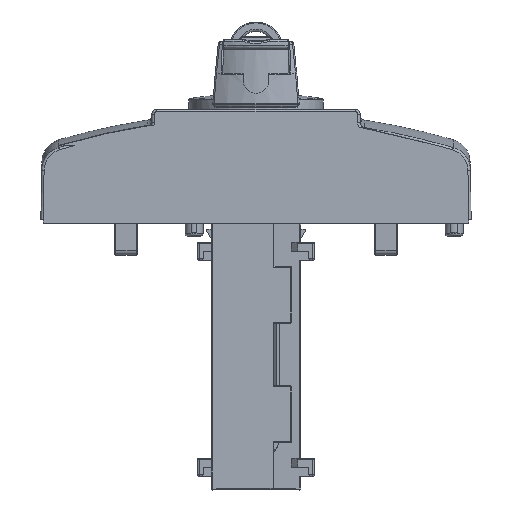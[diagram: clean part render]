
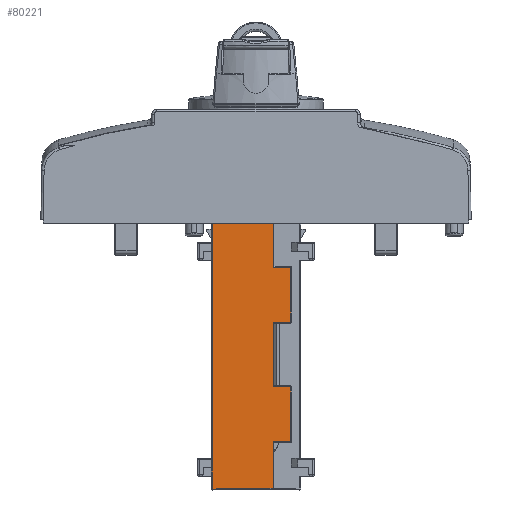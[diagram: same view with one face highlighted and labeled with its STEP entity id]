
A CAD part, front view. The second image highlights one B-rep face of the part: STEP entity #80221.
In plain terms, the highlighted face is planar.
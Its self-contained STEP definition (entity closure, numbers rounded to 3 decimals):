
#1985 = CARTESIAN_POINT ( 'NONE',  ( -7.303, 22.165, -43.2 ) ) ;
#3730 = ORIENTED_EDGE ( 'NONE', *, *, #34266, .F. ) ;
#5679 = DIRECTION ( 'NONE',  ( 0., 0., 1. ) ) ;
#6318 = CARTESIAN_POINT ( 'NONE',  ( 9.297, 22.397, -64.797 ) ) ;
#9212 = VERTEX_POINT ( 'NONE', #111258 ) ;
#11578 = EDGE_LOOP ( 'NONE', ( #23071, #95556, #126434, #14771, #3730, #104651, #104779, #48362, #101379, #92250, #24982, #120030 ) ) ;
#13031 = EDGE_CURVE ( 'NONE', #46547, #13811, #22710, .T. ) ;
#13811 = VERTEX_POINT ( 'NONE', #46869 ) ;
#13840 = CARTESIAN_POINT ( 'NONE',  ( -3.603, 22.217, -17.9 ) ) ;
#14176 = CARTESIAN_POINT ( 'NONE',  ( -3.603, 22.217, -8.579 ) ) ;
#14498 = LINE ( 'NONE', #110708, #70721 ) ;
#14771 = ORIENTED_EDGE ( 'NONE', *, *, #29635, .F. ) ;
#15024 = CARTESIAN_POINT ( 'NONE',  ( -7.303, 22.165, -54.8 ) ) ;
#16703 = CARTESIAN_POINT ( 'NONE',  ( -3.603, 22.217, -29.5 ) ) ;
#16822 = DIRECTION ( 'NONE',  ( 0., 0., -1. ) ) ;
#17935 = VERTEX_POINT ( 'NONE', #106904 ) ;
#18243 = VECTOR ( 'NONE', #110565, 1000. ) ;
#19617 = EDGE_CURVE ( 'NONE', #102051, #20883, #123951, .T. ) ;
#20883 = VERTEX_POINT ( 'NONE', #33705 ) ;
#20888 = VECTOR ( 'NONE', #53339, 1000. ) ;
#22710 = LINE ( 'NONE', #1985, #80503 ) ;
#23071 = ORIENTED_EDGE ( 'NONE', *, *, #90782, .F. ) ;
#24414 = CARTESIAN_POINT ( 'NONE',  ( 9.297, 22.397, -64.797 ) ) ;
#24982 = ORIENTED_EDGE ( 'NONE', *, *, #105735, .F. ) ;
#28943 = LINE ( 'NONE', #125190, #35905 ) ;
#29635 = EDGE_CURVE ( 'NONE', #17935, #9212, #45058, .T. ) ;
#32726 = LINE ( 'NONE', #35302, #98374 ) ;
#33705 = CARTESIAN_POINT ( 'NONE',  ( 9.297, 22.397, -8.582 ) ) ;
#34266 = EDGE_CURVE ( 'NONE', #13811, #17935, #93695, .T. ) ;
#35174 = LINE ( 'NONE', #104696, #20888 ) ;
#35302 = CARTESIAN_POINT ( 'NONE',  ( 9.499, 22.4, -8.582 ) ) ;
#35905 = VECTOR ( 'NONE', #47805, 1000. ) ;
#35969 = CARTESIAN_POINT ( 'NONE',  ( -3.603, 22.217, -54.8 ) ) ;
#38725 = VERTEX_POINT ( 'NONE', #127609 ) ;
#40517 = VERTEX_POINT ( 'NONE', #123206 ) ;
#42419 = DIRECTION ( 'NONE',  ( -1., -0.014, 0. ) ) ;
#43394 = CARTESIAN_POINT ( 'NONE',  ( -7.303, 22.165, -43.2 ) ) ;
#44964 = LINE ( 'NONE', #114483, #112818 ) ;
#45058 = LINE ( 'NONE', #35969, #107442 ) ;
#46547 = VERTEX_POINT ( 'NONE', #43394 ) ;
#46553 = VERTEX_POINT ( 'NONE', #14176 ) ;
#46869 = CARTESIAN_POINT ( 'NONE',  ( -7.303, 22.165, -54.8 ) ) ;
#46891 = EDGE_CURVE ( 'NONE', #65078, #40517, #65719, .T. ) ;
#47805 = DIRECTION ( 'NONE',  ( 0., 0., -1. ) ) ;
#48362 = ORIENTED_EDGE ( 'NONE', *, *, #46891, .F. ) ;
#53339 = DIRECTION ( 'NONE',  ( 1., 0.014, 0. ) ) ;
#53486 = DIRECTION ( 'NONE',  ( 0., 0., -1. ) ) ;
#55514 = EDGE_CURVE ( 'NONE', #46553, #38725, #14498, .T. ) ;
#56956 = EDGE_CURVE ( 'NONE', #40517, #46547, #44964, .T. ) ;
#59231 = LINE ( 'NONE', #100823, #18243 ) ;
#63596 = FACE_OUTER_BOUND ( 'NONE', #11578, .T. ) ;
#65078 = VERTEX_POINT ( 'NONE', #16703 ) ;
#65719 = LINE ( 'NONE', #76756, #125598 ) ;
#66782 = CARTESIAN_POINT ( 'NONE',  ( 9.5, 22.4, -5.74 ) ) ;
#67311 = AXIS2_PLACEMENT_3D ( 'NONE', #66782, #76505, #16822 ) ;
#70721 = VECTOR ( 'NONE', #91870, 1000. ) ;
#73159 = EDGE_CURVE ( 'NONE', #81814, #65078, #35174, .T. ) ;
#76304 = CARTESIAN_POINT ( 'NONE',  ( -7.303, 22.165, -17.9 ) ) ;
#76505 = DIRECTION ( 'NONE',  ( -0.014, 1., 0. ) ) ;
#76756 = CARTESIAN_POINT ( 'NONE',  ( -3.603, 22.217, -29.5 ) ) ;
#80221 = ADVANCED_FACE ( 'NONE', ( #63596 ), #103283, .T. ) ;
#80503 = VECTOR ( 'NONE', #80551, 1000. ) ;
#80551 = DIRECTION ( 'NONE',  ( 0., 0., -1. ) ) ;
#81814 = VERTEX_POINT ( 'NONE', #84040 ) ;
#83869 = DIRECTION ( 'NONE',  ( 1., 0.014, 0. ) ) ;
#84040 = CARTESIAN_POINT ( 'NONE',  ( -7.303, 22.165, -29.5 ) ) ;
#85278 = DIRECTION ( 'NONE',  ( 0., 0., -1. ) ) ;
#85538 = VECTOR ( 'NONE', #83869, 1000. ) ;
#90782 = EDGE_CURVE ( 'NONE', #20883, #46553, #32726, .T. ) ;
#91198 = LINE ( 'NONE', #13840, #120401 ) ;
#91870 = DIRECTION ( 'NONE',  ( 0., 0., -1. ) ) ;
#92250 = ORIENTED_EDGE ( 'NONE', *, *, #119635, .F. ) ;
#93695 = LINE ( 'NONE', #15024, #85538 ) ;
#95556 = ORIENTED_EDGE ( 'NONE', *, *, #19617, .F. ) ;
#98374 = VECTOR ( 'NONE', #112635, 1000. ) ;
#100823 = CARTESIAN_POINT ( 'NONE',  ( 9.297, 22.397, -64.797 ) ) ;
#101379 = ORIENTED_EDGE ( 'NONE', *, *, #73159, .F. ) ;
#102051 = VERTEX_POINT ( 'NONE', #24414 ) ;
#103283 = PLANE ( 'NONE',  #67311 ) ;
#104651 = ORIENTED_EDGE ( 'NONE', *, *, #13031, .F. ) ;
#104696 = CARTESIAN_POINT ( 'NONE',  ( -7.303, 22.165, -29.5 ) ) ;
#104779 = ORIENTED_EDGE ( 'NONE', *, *, #56956, .F. ) ;
#105735 = EDGE_CURVE ( 'NONE', #38725, #118900, #91198, .T. ) ;
#106904 = CARTESIAN_POINT ( 'NONE',  ( -3.603, 22.217, -54.8 ) ) ;
#107442 = VECTOR ( 'NONE', #53486, 1000. ) ;
#110565 = DIRECTION ( 'NONE',  ( -1., -0.014, 0.014 ) ) ;
#110708 = CARTESIAN_POINT ( 'NONE',  ( -3.603, 22.217, -8.037 ) ) ;
#111258 = CARTESIAN_POINT ( 'NONE',  ( -3.603, 22.217, -64.617 ) ) ;
#112635 = DIRECTION ( 'NONE',  ( -1., -0.014, 0. ) ) ;
#112818 = VECTOR ( 'NONE', #42419, 1000. ) ;
#113216 = DIRECTION ( 'NONE',  ( -1., -0.014, 0. ) ) ;
#114483 = CARTESIAN_POINT ( 'NONE',  ( -3.603, 22.217, -43.2 ) ) ;
#117758 = VECTOR ( 'NONE', #5679, 1000. ) ;
#118900 = VERTEX_POINT ( 'NONE', #76304 ) ;
#119635 = EDGE_CURVE ( 'NONE', #118900, #81814, #28943, .T. ) ;
#120030 = ORIENTED_EDGE ( 'NONE', *, *, #55514, .F. ) ;
#120401 = VECTOR ( 'NONE', #113216, 1000. ) ;
#123113 = EDGE_CURVE ( 'NONE', #102051, #9212, #59231, .T. ) ;
#123206 = CARTESIAN_POINT ( 'NONE',  ( -3.603, 22.217, -43.2 ) ) ;
#123951 = LINE ( 'NONE', #6318, #117758 ) ;
#125190 = CARTESIAN_POINT ( 'NONE',  ( -7.303, 22.165, -17.9 ) ) ;
#125598 = VECTOR ( 'NONE', #85278, 1000. ) ;
#126434 = ORIENTED_EDGE ( 'NONE', *, *, #123113, .T. ) ;
#127609 = CARTESIAN_POINT ( 'NONE',  ( -3.603, 22.217, -17.9 ) ) ;
